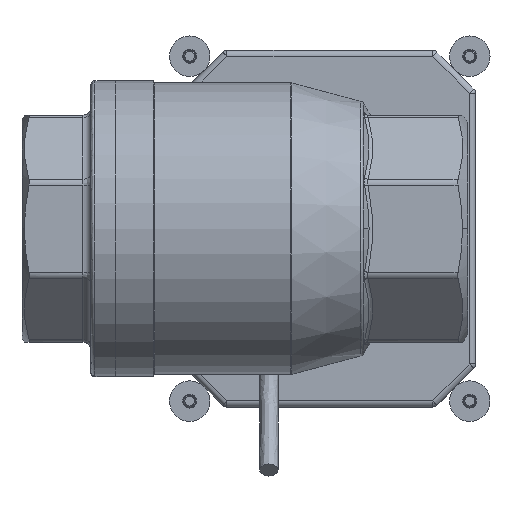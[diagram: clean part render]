
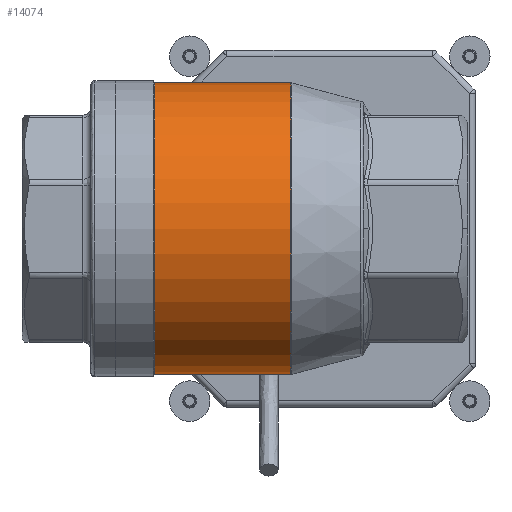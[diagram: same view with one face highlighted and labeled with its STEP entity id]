
A CAD part, front view. The second image highlights one B-rep face of the part: STEP entity #14074.
In plain terms, the highlighted cylindrical face has radius 36 mm (diameter 72 mm), a partial arc.
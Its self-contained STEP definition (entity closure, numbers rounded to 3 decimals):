
#1272 = EDGE_CURVE ( 'NONE', #14437, #10741, #2438, .T. ) ;
#2224 = DIRECTION ( 'NONE',  ( -1., 0., 0. ) ) ;
#2438 = CIRCLE ( 'NONE', #10084, 36. ) ;
#2875 = EDGE_CURVE ( 'NONE', #14437, #3055, #9047, .T. ) ;
#2990 = DIRECTION ( 'NONE',  ( -1., 0., 0. ) ) ;
#3055 = VERTEX_POINT ( 'NONE', #6644 ) ;
#3494 = DIRECTION ( 'NONE',  ( 1., 0., 0. ) ) ;
#3814 = AXIS2_PLACEMENT_3D ( 'NONE', #13018, #2990, #4507 ) ;
#4507 = DIRECTION ( 'NONE',  ( 0., 0., -1. ) ) ;
#6233 = VECTOR ( 'NONE', #21522, 1000. ) ;
#6644 = CARTESIAN_POINT ( 'NONE',  ( 11.368, 0., -36. ) ) ;
#7210 = CARTESIAN_POINT ( 'NONE',  ( -22.211, 0., 36. ) ) ;
#8434 = DIRECTION ( 'NONE',  ( 0., 0., 1. ) ) ;
#8760 = CARTESIAN_POINT ( 'NONE',  ( 11.368, 0., 36. ) ) ;
#9047 = LINE ( 'NONE', #10913, #14969 ) ;
#9150 = ORIENTED_EDGE ( 'NONE', *, *, #16105, .T. ) ;
#9365 = DIRECTION ( 'NONE',  ( 1., 0., 0. ) ) ;
#9701 = ORIENTED_EDGE ( 'NONE', *, *, #15879, .F. ) ;
#10084 = AXIS2_PLACEMENT_3D ( 'NONE', #12021, #2224, #8434 ) ;
#10741 = VERTEX_POINT ( 'NONE', #7210 ) ;
#10913 = CARTESIAN_POINT ( 'NONE',  ( -33.467, 0., -36. ) ) ;
#11502 = CARTESIAN_POINT ( 'NONE',  ( -33.467, 0., 36. ) ) ;
#12021 = CARTESIAN_POINT ( 'NONE',  ( -22.211, 0., 0. ) ) ;
#12815 = ORIENTED_EDGE ( 'NONE', *, *, #1272, .F. ) ;
#13018 = CARTESIAN_POINT ( 'NONE',  ( 11.368, 0., 0. ) ) ;
#14074 = ADVANCED_FACE ( 'NONE', ( #20146 ), #18406, .T. ) ;
#14437 = VERTEX_POINT ( 'NONE', #17837 ) ;
#14704 = EDGE_LOOP ( 'NONE', ( #9701, #12815, #16335, #9150 ) ) ;
#14969 = VECTOR ( 'NONE', #9365, 1000. ) ;
#15879 = EDGE_CURVE ( 'NONE', #10741, #17029, #21427, .T. ) ;
#16105 = EDGE_CURVE ( 'NONE', #3055, #17029, #16687, .T. ) ;
#16335 = ORIENTED_EDGE ( 'NONE', *, *, #2875, .T. ) ;
#16687 = CIRCLE ( 'NONE', #3814, 36. ) ;
#16786 = DIRECTION ( 'NONE',  ( 0., 0., -1. ) ) ;
#16891 = CARTESIAN_POINT ( 'NONE',  ( -33.467, 0., 0. ) ) ;
#17029 = VERTEX_POINT ( 'NONE', #8760 ) ;
#17789 = AXIS2_PLACEMENT_3D ( 'NONE', #16891, #3494, #16786 ) ;
#17837 = CARTESIAN_POINT ( 'NONE',  ( -22.211, 0., -36. ) ) ;
#18406 = CYLINDRICAL_SURFACE ( 'NONE', #17789, 36. ) ;
#20146 = FACE_OUTER_BOUND ( 'NONE', #14704, .T. ) ;
#21427 = LINE ( 'NONE', #11502, #6233 ) ;
#21522 = DIRECTION ( 'NONE',  ( 1., 0., 0. ) ) ;
